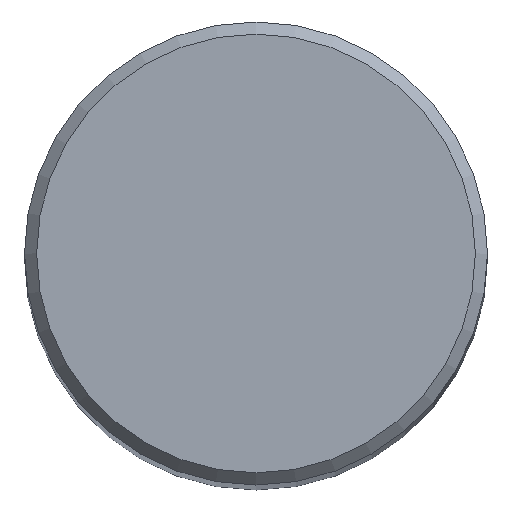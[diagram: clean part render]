
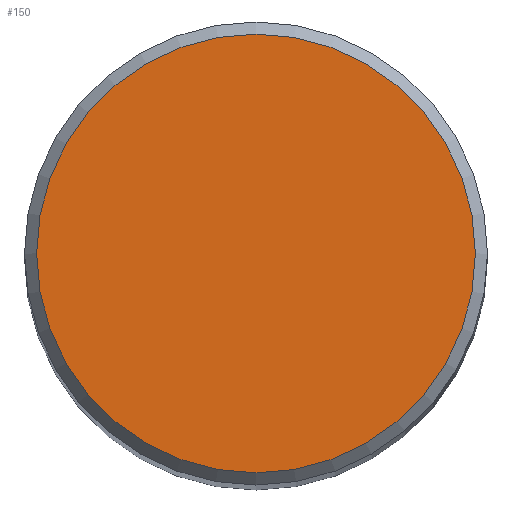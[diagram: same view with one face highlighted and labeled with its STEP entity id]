
A CAD part, top view. The second image highlights one B-rep face of the part: STEP entity #150.
In plain terms, the highlighted planar face has unit normal (0, 0, 1).
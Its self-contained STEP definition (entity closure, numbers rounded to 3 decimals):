
#150=ADVANCED_FACE('',(#185),#172,.T.);
#172=PLANE('',#540);
#185=FACE_OUTER_BOUND('',#202,.T.);
#202=EDGE_LOOP('',(#321));
#238=CIRCLE('',#539,9.025);
#321=ORIENTED_EDGE('',*,*,#436,.T.);
#392=VERTEX_POINT('',#861);
#436=EDGE_CURVE('',#392,#392,#238,.T.);
#539=AXIS2_PLACEMENT_3D('',#860,#634,#635);
#540=AXIS2_PLACEMENT_3D('',#862,#636,#637);
#634=DIRECTION('',(0.,0.,1.));
#635=DIRECTION('',(1.,0.,0.));
#636=DIRECTION('',(0.,0.,1.));
#637=DIRECTION('',(1.,0.,0.));
#860=CARTESIAN_POINT('',(0.,0.,0.));
#861=CARTESIAN_POINT('',(9.025,0.,0.));
#862=CARTESIAN_POINT('',(0.,0.,0.));
